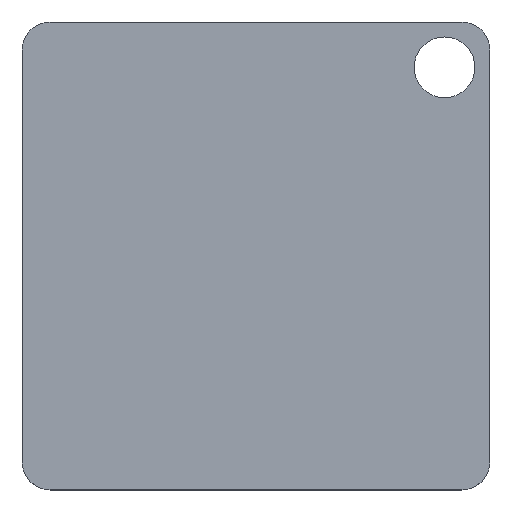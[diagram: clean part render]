
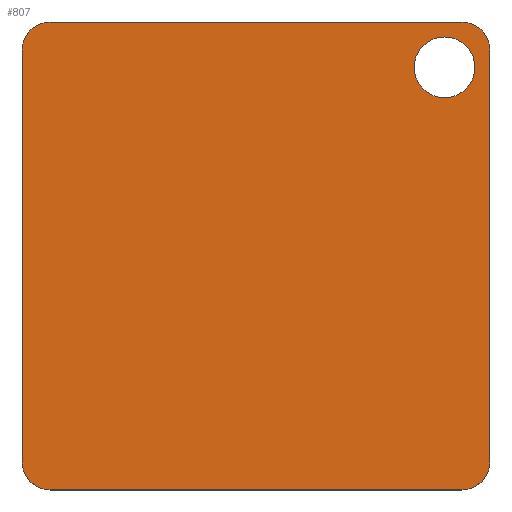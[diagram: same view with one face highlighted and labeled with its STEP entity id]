
A CAD part, top view. The second image highlights one B-rep face of the part: STEP entity #807.
In plain terms, the highlighted planar face has unit normal (0, 0, 1).
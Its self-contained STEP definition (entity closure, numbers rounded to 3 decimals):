
#17=FACE_BOUND('',#277,.T.);
#28=PLANE('',#888);
#93=LINE('',#1373,#167);
#94=LINE('',#1377,#168);
#95=LINE('',#1381,#169);
#96=LINE('',#1384,#170);
#167=VECTOR('',#1092,10.);
#168=VECTOR('',#1095,10.);
#169=VECTOR('',#1098,10.);
#170=VECTOR('',#1101,10.);
#231=FACE_OUTER_BOUND('',#276,.T.);
#276=EDGE_LOOP('',(#691,#692,#693,#694,#695,#696,#697,#698));
#277=EDGE_LOOP('',(#699));
#333=CIRCLE('',#889,1.5);
#334=CIRCLE('',#890,1.5);
#335=CIRCLE('',#891,1.5);
#336=CIRCLE('',#892,1.5);
#337=CIRCLE('',#893,1.625);
#411=VERTEX_POINT('',#1369);
#412=VERTEX_POINT('',#1370);
#413=VERTEX_POINT('',#1372);
#414=VERTEX_POINT('',#1374);
#415=VERTEX_POINT('',#1376);
#416=VERTEX_POINT('',#1378);
#417=VERTEX_POINT('',#1380);
#418=VERTEX_POINT('',#1382);
#419=VERTEX_POINT('',#1385);
#515=EDGE_CURVE('',#411,#412,#333,.T.);
#516=EDGE_CURVE('',#412,#413,#93,.T.);
#517=EDGE_CURVE('',#413,#414,#334,.T.);
#518=EDGE_CURVE('',#414,#415,#94,.T.);
#519=EDGE_CURVE('',#415,#416,#335,.T.);
#520=EDGE_CURVE('',#416,#417,#95,.T.);
#521=EDGE_CURVE('',#417,#418,#336,.T.);
#522=EDGE_CURVE('',#418,#411,#96,.T.);
#523=EDGE_CURVE('',#419,#419,#337,.T.);
#691=ORIENTED_EDGE('',*,*,#515,.T.);
#692=ORIENTED_EDGE('',*,*,#516,.T.);
#693=ORIENTED_EDGE('',*,*,#517,.T.);
#694=ORIENTED_EDGE('',*,*,#518,.T.);
#695=ORIENTED_EDGE('',*,*,#519,.T.);
#696=ORIENTED_EDGE('',*,*,#520,.T.);
#697=ORIENTED_EDGE('',*,*,#521,.T.);
#698=ORIENTED_EDGE('',*,*,#522,.T.);
#699=ORIENTED_EDGE('',*,*,#523,.T.);
#807=ADVANCED_FACE('',(#231,#17),#28,.T.);
#888=AXIS2_PLACEMENT_3D('',#1368,#1088,#1089);
#889=AXIS2_PLACEMENT_3D('',#1371,#1090,#1091);
#890=AXIS2_PLACEMENT_3D('',#1375,#1093,#1094);
#891=AXIS2_PLACEMENT_3D('',#1379,#1096,#1097);
#892=AXIS2_PLACEMENT_3D('',#1383,#1099,#1100);
#893=AXIS2_PLACEMENT_3D('',#1386,#1102,#1103);
#1088=DIRECTION('center_axis',(0.,0.,1.));
#1089=DIRECTION('ref_axis',(1.,0.,0.));
#1090=DIRECTION('center_axis',(0.,0.,1.));
#1091=DIRECTION('ref_axis',(0.,-1.,0.));
#1092=DIRECTION('',(0.,1.,0.));
#1093=DIRECTION('center_axis',(0.,0.,1.));
#1094=DIRECTION('ref_axis',(1.,0.,0.));
#1095=DIRECTION('',(-1.,0.,0.));
#1096=DIRECTION('center_axis',(0.,0.,1.));
#1097=DIRECTION('ref_axis',(0.,1.,0.));
#1098=DIRECTION('',(0.,-1.,0.));
#1099=DIRECTION('center_axis',(0.,0.,1.));
#1100=DIRECTION('ref_axis',(-1.,0.,0.));
#1101=DIRECTION('',(1.,0.,0.));
#1102=DIRECTION('center_axis',(0.,0.,-1.));
#1103=DIRECTION('ref_axis',(1.,0.,0.));
#1368=CARTESIAN_POINT('Origin',(0.,0.,
0.5));
#1369=CARTESIAN_POINT('',(11.,-12.5,0.5));
#1370=CARTESIAN_POINT('',(12.5,-11.,0.5));
#1371=CARTESIAN_POINT('Origin',(11.,-11.,0.5));
#1372=CARTESIAN_POINT('',(12.5,11.,0.5));
#1373=CARTESIAN_POINT('',(12.5,5.5,0.5));
#1374=CARTESIAN_POINT('',(11.,12.5,0.5));
#1375=CARTESIAN_POINT('Origin',(11.,11.,0.5));
#1376=CARTESIAN_POINT('',(-11.,12.5,0.5));
#1377=CARTESIAN_POINT('',(-5.5,12.5,0.5));
#1378=CARTESIAN_POINT('',(-12.5,11.,0.5));
#1379=CARTESIAN_POINT('Origin',(-11.,11.,0.5));
#1380=CARTESIAN_POINT('',(-12.5,-11.,0.5));
#1381=CARTESIAN_POINT('',(-12.5,-5.5,0.5));
#1382=CARTESIAN_POINT('',(-11.,-12.5,0.5));
#1383=CARTESIAN_POINT('Origin',(-11.,-11.,0.5));
#1384=CARTESIAN_POINT('',(5.5,-12.5,0.5));
#1385=CARTESIAN_POINT('',(8.451,10.076,0.5));
#1386=CARTESIAN_POINT('Origin',(10.076,10.076,0.5));
